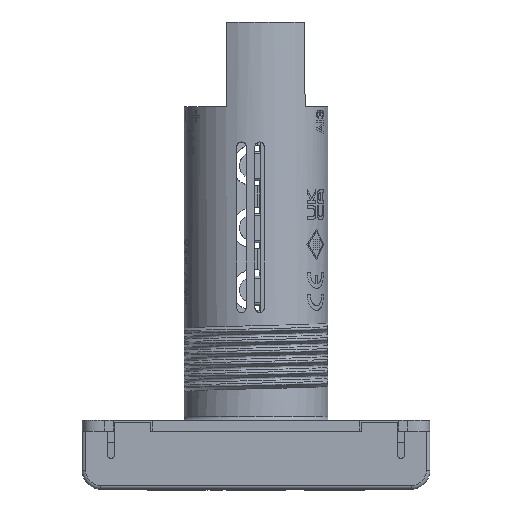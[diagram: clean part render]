
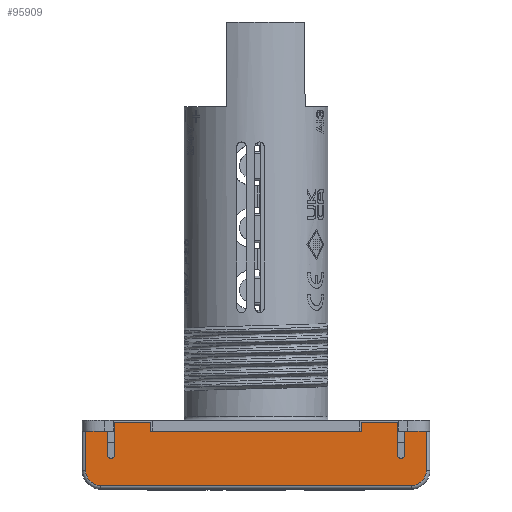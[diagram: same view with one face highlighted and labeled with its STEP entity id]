
A CAD part, front view. The second image highlights one B-rep face of the part: STEP entity #95909.
In plain terms, the highlighted planar face has unit normal (0, -1, 0).
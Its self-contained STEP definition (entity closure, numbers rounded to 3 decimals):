
#6332=CIRCLE('',#101231,2.1);
#6333=CIRCLE('',#101232,2.1);
#6334=CIRCLE('',#101233,0.5);
#6335=CIRCLE('',#101234,0.5);
#17166=VERTEX_POINT('',#120154);
#17167=VERTEX_POINT('',#120156);
#17176=VERTEX_POINT('',#120188);
#17177=VERTEX_POINT('',#120190);
#17187=VERTEX_POINT('',#120237);
#17188=VERTEX_POINT('',#120241);
#17189=VERTEX_POINT('',#120243);
#17190=VERTEX_POINT('',#120245);
#17191=VERTEX_POINT('',#120247);
#17192=VERTEX_POINT('',#120250);
#17193=VERTEX_POINT('',#120252);
#17194=VERTEX_POINT('',#120254);
#17195=VERTEX_POINT('',#120256);
#17196=VERTEX_POINT('',#120258);
#17197=VERTEX_POINT('',#120260);
#17198=VERTEX_POINT('',#120262);
#17199=VERTEX_POINT('',#120264);
#17200=VERTEX_POINT('',#120266);
#27247=VECTOR('',#106510,1.);
#27259=VECTOR('',#106527,1.);
#27275=VECTOR('',#106579,1.);
#27276=VECTOR('',#106581,1.);
#27277=VECTOR('',#106584,1.);
#27278=VECTOR('',#106587,1.);
#27279=VECTOR('',#106588,1.);
#27280=VECTOR('',#106591,1.);
#27281=VECTOR('',#106592,1.);
#27282=VECTOR('',#106593,1.);
#27283=VECTOR('',#106594,1.);
#27284=VECTOR('',#106595,1.);
#27285=VECTOR('',#106596,1.);
#27286=VECTOR('',#106597,1.);
#33319=LINE('',#120155,#27247);
#33331=LINE('',#120189,#27259);
#33347=LINE('',#120238,#27275);
#33348=LINE('',#120240,#27276);
#33349=LINE('',#120244,#27277);
#33350=LINE('',#120248,#27278);
#33351=LINE('',#120249,#27279);
#33352=LINE('',#120253,#27280);
#33353=LINE('',#120255,#27281);
#33354=LINE('',#120257,#27282);
#33355=LINE('',#120259,#27283);
#33356=LINE('',#120261,#27284);
#33357=LINE('',#120263,#27285);
#33358=LINE('',#120265,#27286);
#39431=EDGE_CURVE('',#17167,#17166,#33319,.T.);
#39445=EDGE_CURVE('',#17177,#17176,#33331,.T.);
#39470=EDGE_CURVE('',#17187,#17166,#33347,.T.);
#39471=EDGE_CURVE('',#17188,#17167,#33348,.T.);
#39472=EDGE_CURVE('',#17189,#17187,#6332,.T.);
#39473=EDGE_CURVE('',#17189,#17190,#33349,.T.);
#39474=EDGE_CURVE('',#17191,#17190,#6333,.T.);
#39475=EDGE_CURVE('',#17191,#17177,#33350,.T.);
#39476=EDGE_CURVE('',#17176,#17192,#33351,.T.);
#39477=EDGE_CURVE('',#17193,#17192,#6334,.T.);
#39478=EDGE_CURVE('',#17193,#17194,#33352,.T.);
#39479=EDGE_CURVE('',#17194,#17195,#33353,.T.);
#39480=EDGE_CURVE('',#17195,#17196,#33354,.T.);
#39481=EDGE_CURVE('',#17196,#17197,#33355,.T.);
#39482=EDGE_CURVE('',#17197,#17198,#33356,.T.);
#39483=EDGE_CURVE('',#17198,#17199,#33357,.T.);
#39484=EDGE_CURVE('',#17199,#17200,#33358,.T.);
#39485=EDGE_CURVE('',#17188,#17200,#6335,.T.);
#55069=ORIENTED_EDGE('',*,*,#39471,.T.);
#55070=ORIENTED_EDGE('',*,*,#39431,.T.);
#55071=ORIENTED_EDGE('',*,*,#39470,.F.);
#55072=ORIENTED_EDGE('',*,*,#39472,.F.);
#55073=ORIENTED_EDGE('',*,*,#39473,.T.);
#55074=ORIENTED_EDGE('',*,*,#39474,.F.);
#55075=ORIENTED_EDGE('',*,*,#39475,.T.);
#55076=ORIENTED_EDGE('',*,*,#39445,.T.);
#55077=ORIENTED_EDGE('',*,*,#39476,.T.);
#55078=ORIENTED_EDGE('',*,*,#39477,.F.);
#55079=ORIENTED_EDGE('',*,*,#39478,.T.);
#55080=ORIENTED_EDGE('',*,*,#39479,.T.);
#55081=ORIENTED_EDGE('',*,*,#39480,.T.);
#55082=ORIENTED_EDGE('',*,*,#39481,.T.);
#55083=ORIENTED_EDGE('',*,*,#39482,.T.);
#55084=ORIENTED_EDGE('',*,*,#39483,.T.);
#55085=ORIENTED_EDGE('',*,*,#39484,.T.);
#55086=ORIENTED_EDGE('',*,*,#39485,.F.);
#84518=EDGE_LOOP('',(#55069,#55070,#55071,#55072,#55073,#55074,#55075,#55076,
#55077,#55078,#55079,#55080,#55081,#55082,#55083,#55084,#55085,#55086));
#90223=FACE_BOUND('',#84518,.T.);
#95909=ADVANCED_FACE('',(#90223),#205575,.T.);
#101230=AXIS2_PLACEMENT_3D('',#120239,#106580,$);
#101231=AXIS2_PLACEMENT_3D('',#120242,#106582,#106583);
#101232=AXIS2_PLACEMENT_3D('',#120246,#106585,#106586);
#101233=AXIS2_PLACEMENT_3D('',#120251,#106589,#106590);
#101234=AXIS2_PLACEMENT_3D('',#120267,#106598,#106599);
#106510=DIRECTION('',(-1.,0.,0.));
#106527=DIRECTION('',(-1.,0.,0.));
#106579=DIRECTION('',(0.,0.,1.));
#106580=DIRECTION('',(0.,-1.,0.));
#106581=DIRECTION('',(0.,0.,1.));
#106582=DIRECTION('',(0.,1.,0.));
#106583=DIRECTION('',(-2.1,0.,0.));
#106584=DIRECTION('',(1.,0.,0.));
#106585=DIRECTION('',(0.,1.,0.));
#106586=DIRECTION('',(0.,0.,-2.1));
#106587=DIRECTION('',(0.,0.,1.));
#106588=DIRECTION('',(0.,0.,-1.));
#106589=DIRECTION('',(0.,-1.,0.));
#106590=DIRECTION('',(0.5,0.,0.));
#106591=DIRECTION('',(0.,0.,1.));
#106592=DIRECTION('',(-1.,0.,0.));
#106593=DIRECTION('',(0.,0.,-1.));
#106594=DIRECTION('',(-1.,0.,0.));
#106595=DIRECTION('',(0.,0.,1.));
#106596=DIRECTION('',(-1.,0.,0.));
#106597=DIRECTION('',(0.,0.,-1.));
#106598=DIRECTION('',(0.,-1.,0.));
#106599=DIRECTION('',(0.5,0.,0.));
#120154=CARTESIAN_POINT('',(0.5,0.,8.));
#120155=CARTESIAN_POINT('',(3.5,0.,8.));
#120156=CARTESIAN_POINT('',(3.5,0.,8.));
#120188=CARTESIAN_POINT('',(44.5,0.,8.));
#120189=CARTESIAN_POINT('',(47.5,0.,8.));
#120190=CARTESIAN_POINT('',(47.5,0.,8.));
#120237=CARTESIAN_POINT('',(0.5,0.,2.6));
#120238=CARTESIAN_POINT('',(0.5,0.,2.6));
#120239=CARTESIAN_POINT('',(0.,0.,0.));
#120240=CARTESIAN_POINT('',(3.5,0.,4.758));
#120241=CARTESIAN_POINT('',(3.5,0.,4.758));
#120242=CARTESIAN_POINT('',(2.6,0.,2.6));
#120243=CARTESIAN_POINT('',(2.6,0.,0.5));
#120244=CARTESIAN_POINT('',(2.6,0.,0.5));
#120245=CARTESIAN_POINT('',(45.4,0.,0.5));
#120246=CARTESIAN_POINT('',(45.4,0.,2.6));
#120247=CARTESIAN_POINT('',(47.5,0.,2.6));
#120248=CARTESIAN_POINT('',(47.5,0.,2.6));
#120249=CARTESIAN_POINT('',(44.5,0.,8.));
#120250=CARTESIAN_POINT('',(44.5,0.,4.758));
#120251=CARTESIAN_POINT('',(44.,0.,4.758));
#120252=CARTESIAN_POINT('',(43.5,0.,4.758));
#120253=CARTESIAN_POINT('',(43.5,0.,4.758));
#120254=CARTESIAN_POINT('',(43.5,0.,9.258));
#120255=CARTESIAN_POINT('',(43.5,0.,9.258));
#120256=CARTESIAN_POINT('',(38.5,0.,9.258));
#120257=CARTESIAN_POINT('',(38.5,0.,9.258));
#120258=CARTESIAN_POINT('',(38.5,0.,8.));
#120259=CARTESIAN_POINT('',(38.5,0.,8.));
#120260=CARTESIAN_POINT('',(9.5,0.,8.));
#120261=CARTESIAN_POINT('',(9.5,0.,8.));
#120262=CARTESIAN_POINT('',(9.5,0.,9.258));
#120263=CARTESIAN_POINT('',(9.5,0.,9.258));
#120264=CARTESIAN_POINT('',(4.5,0.,9.258));
#120265=CARTESIAN_POINT('',(4.5,0.,9.258));
#120266=CARTESIAN_POINT('',(4.5,0.,4.758));
#120267=CARTESIAN_POINT('',(4.,0.,4.758));
#205575=PLANE('',#101230);
